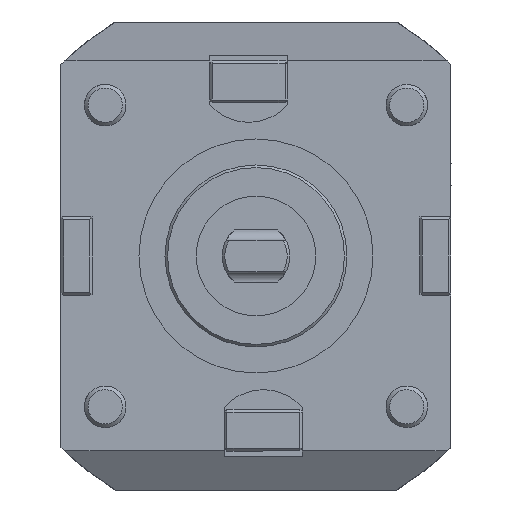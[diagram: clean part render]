
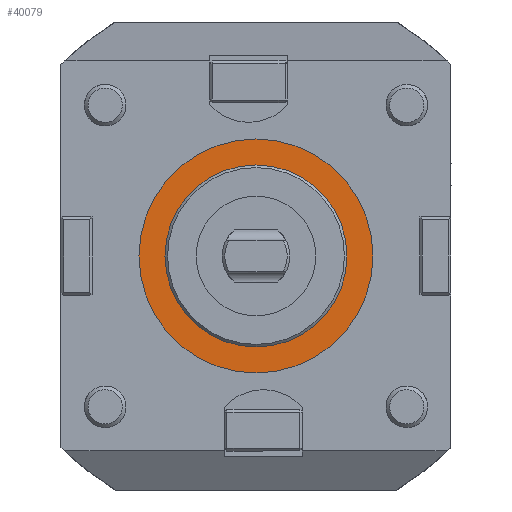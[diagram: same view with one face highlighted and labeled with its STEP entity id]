
A CAD part, front view. The second image highlights one B-rep face of the part: STEP entity #40079.
In plain terms, the highlighted planar face has unit normal (0, -1, 0).
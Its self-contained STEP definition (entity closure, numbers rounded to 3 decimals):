
#362 = CIRCLE ( 'NONE', #4025, 22.5 ) ;
#2649 = FACE_OUTER_BOUND ( 'NONE', #43206, .T. ) ;
#4025 = AXIS2_PLACEMENT_3D ( 'NONE', #34185, #38353, #12825 ) ;
#9815 = DIRECTION ( 'NONE',  ( 0., -1., 0. ) ) ;
#11842 = CARTESIAN_POINT ( 'NONE',  ( 0., -40., -22.5 ) ) ;
#12505 = ORIENTED_EDGE ( 'NONE', *, *, #35970, .F. ) ;
#12650 = ORIENTED_EDGE ( 'NONE', *, *, #37333, .T. ) ;
#12770 = CIRCLE ( 'NONE', #38729, 8.358 ) ;
#12825 = DIRECTION ( 'NONE',  ( 0., 0., -1. ) ) ;
#15166 = CARTESIAN_POINT ( 'NONE',  ( 0., -40., -8.358 ) ) ;
#15405 = VERTEX_POINT ( 'NONE', #15166 ) ;
#18147 = VERTEX_POINT ( 'NONE', #11842 ) ;
#20268 = FACE_BOUND ( 'NONE', #26582, .T. ) ;
#20713 = CARTESIAN_POINT ( 'NONE',  ( 0., -40., -22.5 ) ) ;
#26582 = EDGE_LOOP ( 'NONE', ( #12505 ) ) ;
#31390 = DIRECTION ( 'NONE',  ( 0., 0., -1. ) ) ;
#34185 = CARTESIAN_POINT ( 'NONE',  ( 0., -40., 0. ) ) ;
#35970 = EDGE_CURVE ( 'NONE', #15405, #15405, #12770, .T. ) ;
#36646 = DIRECTION ( 'NONE',  ( 0., 0., -1. ) ) ;
#37333 = EDGE_CURVE ( 'NONE', #18147, #18147, #362, .T. ) ;
#38353 = DIRECTION ( 'NONE',  ( 0., -1., 0. ) ) ;
#38729 = AXIS2_PLACEMENT_3D ( 'NONE', #40815, #43648, #36646 ) ;
#39692 = PLANE ( 'NONE',  #42062 ) ;
#40079 = ADVANCED_FACE ( 'Defeature completata1_22', ( #20268, #2649 ), #39692, .T. ) ;
#40815 = CARTESIAN_POINT ( 'NONE',  ( 0., -40., 0. ) ) ;
#42062 = AXIS2_PLACEMENT_3D ( 'NONE', #20713, #9815, #31390 ) ;
#43206 = EDGE_LOOP ( 'NONE', ( #12650 ) ) ;
#43648 = DIRECTION ( 'NONE',  ( 0., -1., 0. ) ) ;
